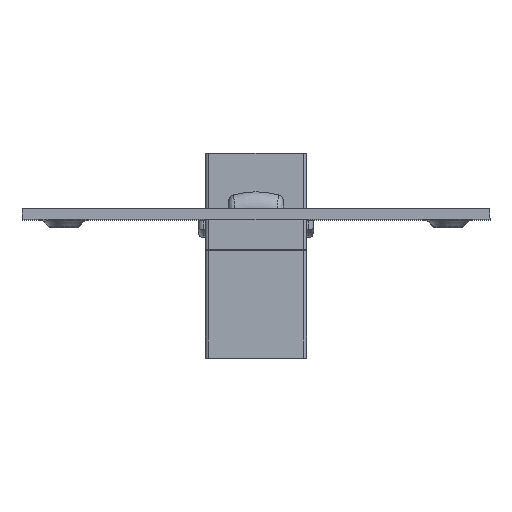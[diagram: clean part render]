
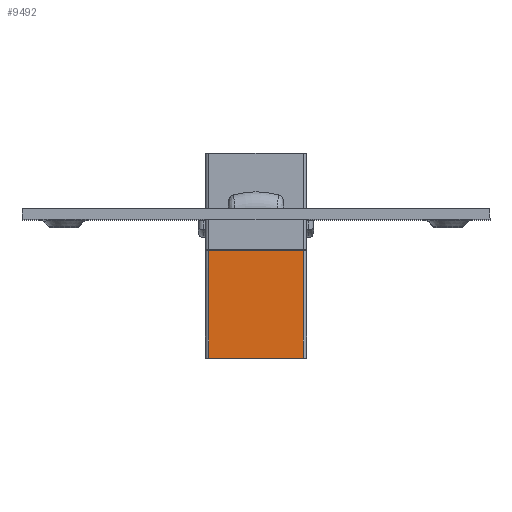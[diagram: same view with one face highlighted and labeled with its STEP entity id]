
A CAD part, top view. The second image highlights one B-rep face of the part: STEP entity #9492.
In plain terms, the highlighted face is planar.
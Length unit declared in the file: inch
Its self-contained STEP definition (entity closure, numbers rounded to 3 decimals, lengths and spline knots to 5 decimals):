
#24 = DIRECTION ( 'NONE',  ( -1., 0., 0. ) ) ;
#745 = DIRECTION ( 'NONE',  ( -1., 0., 0. ) ) ;
#859 = LINE ( 'NONE', #10330, #5897 ) ;
#1834 = EDGE_LOOP ( 'NONE', ( #10197, #1900, #7759, #4560 ) ) ;
#1900 = ORIENTED_EDGE ( 'NONE', *, *, #7442, .T. ) ;
#1954 = PLANE ( 'NONE',  #7845 ) ;
#2474 = LINE ( 'NONE', #5393, #5011 ) ;
#3042 = DIRECTION ( 'NONE',  ( 1., 0., 0. ) ) ;
#3280 = CARTESIAN_POINT ( 'NONE',  ( -0.26969, -0.58661, -0.3189 ) ) ;
#3355 = EDGE_CURVE ( 'NONE', #5090, #11233, #2474, .T. ) ;
#3844 = CARTESIAN_POINT ( 'NONE',  ( 0.26969, 0.58661, -0.3189 ) ) ;
#4023 = FACE_OUTER_BOUND ( 'NONE', #1834, .T. ) ;
#4112 = VECTOR ( 'NONE', #11534, 39.37008 ) ;
#4560 = ORIENTED_EDGE ( 'NONE', *, *, #7713, .T. ) ;
#5011 = VECTOR ( 'NONE', #24, 39.37008 ) ;
#5090 = VERTEX_POINT ( 'NONE', #7735 ) ;
#5393 = CARTESIAN_POINT ( 'NONE',  ( -0.28937, -0.58661, -0.3189 ) ) ;
#5897 = VECTOR ( 'NONE', #745, 39.37008 ) ;
#6929 = LINE ( 'NONE', #3844, #4112 ) ;
#7272 = EDGE_CURVE ( 'NONE', #7494, #9027, #859, .T. ) ;
#7442 = EDGE_CURVE ( 'NONE', #11233, #9027, #12956, .T. ) ;
#7494 = VERTEX_POINT ( 'NONE', #12871 ) ;
#7555 = DIRECTION ( 'NONE',  ( 0., 1., 0. ) ) ;
#7713 = EDGE_CURVE ( 'NONE', #7494, #5090, #6929, .T. ) ;
#7735 = CARTESIAN_POINT ( 'NONE',  ( 0.26969, -0.58661, -0.3189 ) ) ;
#7759 = ORIENTED_EDGE ( 'NONE', *, *, #7272, .F. ) ;
#7845 = AXIS2_PLACEMENT_3D ( 'NONE', #13535, #9455, #3042 ) ;
#9027 = VERTEX_POINT ( 'NONE', #10102 ) ;
#9455 = DIRECTION ( 'NONE',  ( 0., 0., 1. ) ) ;
#9492 = ADVANCED_FACE ( 'NONE', ( #4023 ), #1954, .F. ) ;
#10102 = CARTESIAN_POINT ( 'NONE',  ( -0.26969, 0.03168, -0.3189 ) ) ;
#10197 = ORIENTED_EDGE ( 'NONE', *, *, #3355, .T. ) ;
#10330 = CARTESIAN_POINT ( 'NONE',  ( 0.278, 0.03168, -0.3189 ) ) ;
#10568 = VECTOR ( 'NONE', #7555, 39.37008 ) ;
#11233 = VERTEX_POINT ( 'NONE', #3280 ) ;
#11534 = DIRECTION ( 'NONE',  ( 0., -1., 0. ) ) ;
#12733 = CARTESIAN_POINT ( 'NONE',  ( -0.26969, 0.58661, -0.3189 ) ) ;
#12871 = CARTESIAN_POINT ( 'NONE',  ( 0.26969, 0.03168, -0.3189 ) ) ;
#12956 = LINE ( 'NONE', #12733, #10568 ) ;
#13535 = CARTESIAN_POINT ( 'NONE',  ( -0.28937, 0.58661, -0.3189 ) ) ;
